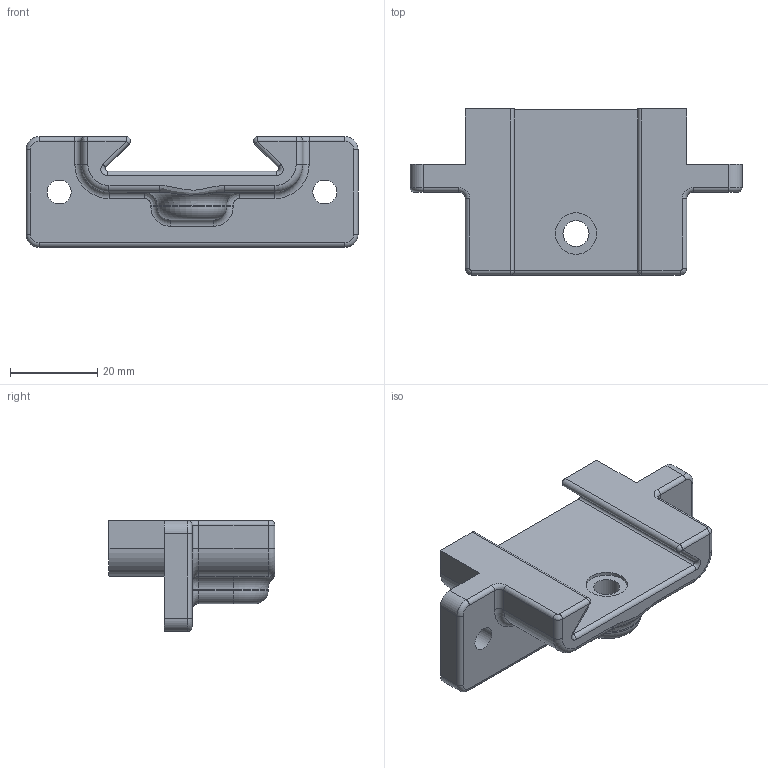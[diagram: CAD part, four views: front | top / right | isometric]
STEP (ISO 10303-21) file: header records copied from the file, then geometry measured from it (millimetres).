
FILE_DESCRIPTION(/* description */ (''),/* implementation_level */ '2;1');
FILE_NAME(/* name */ 'Chin Rest V1 v3.step',/* time_stamp */ '2023-11-04T16:59:43+02:00',/* author */ (''),/* organization */ (''),/* preprocessor_version */ 'ST-DEVELOPER v20',/* originating_system */ 'Autodesk Translation Framework v12.14.0.127',/* authorisation */ '');
FILE_SCHEMA (('AUTOMOTIVE_DESIGN { 1 0 10303 214 3 1 1 }'));
Length unit declared in the file: millimetre
Products named in the file (3): Chin Rest V1; Component1; Component2
Assembly tree (2 placements, depth 2):
  Chin Rest V1
    Component1
    Component2
Bounding box: 76.2 x 38.1 x 25.4 mm (x, y, z)
Volume: 22930.3 mm3; surface area: 9764.2 mm2
Topology: 1 solids, 1 shells, 90 faces, 213 edges, 126 vertices
Faces by surface type: cylinder 44, plane 23, torus 16, bspline 5, sphere 2
Full cylindrical faces by diameter (mm): 5.499 x2, 5.969 x1, 9.525 x1
Entity records: 2775 total; most frequent: CARTESIAN_POINT 526, DIRECTION 500, ORIENTED_EDGE 426, EDGE_CURVE 213, AXIS2_PLACEMENT_3D 199, VERTEX_POINT 126, CIRCLE 109, LINE 102
